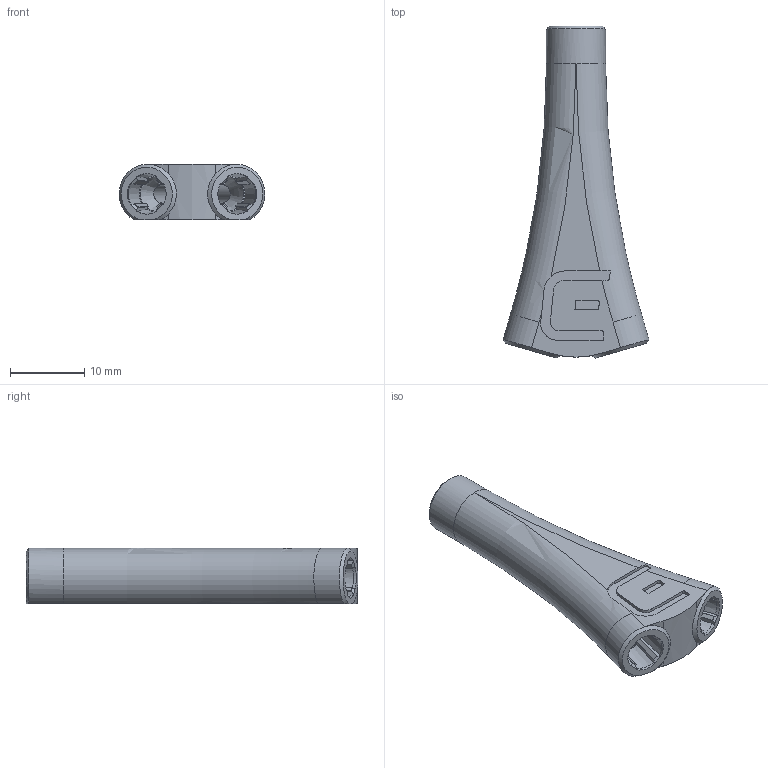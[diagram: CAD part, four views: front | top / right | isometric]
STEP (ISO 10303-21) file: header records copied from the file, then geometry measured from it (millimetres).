
FILE_DESCRIPTION(/* description */ (''),/* implementation_level */ '2;1');
FILE_NAME(/* name */ '3dator_y_piece.step.step',/* time_stamp */ '2016-07-19T12:57:42+02:00',/* author */ (''),/* organization */ (''),/* preprocessor_version */ 'ST-DEVELOPER v16.5',/* originating_system */ 'Autodesk Translation Framework v5.1.0.2740',/* authorisation */ '');
FILE_SCHEMA (('AUTOMOTIVE_DESIGN { 1 0 10303 214 3 1 1 }'));
Length unit declared in the file: centimetre
Products named in the file (1): Y_splitter v8
Bounding box: 19.67 x 44.85 x 7.5 mm (x, y, z)
Volume: 2770.3 mm3; surface area: 2317.8 mm2
Topology: 1 solids, 1 shells, 184 faces, 488 edges, 307 vertices
Faces by surface type: plane 126, cylinder 29, cone 15, bspline 10, torus 4
Full cylindrical faces by diameter (mm): 2.5 x1
Entity records: 6620 total; most frequent: CARTESIAN_POINT 1999, ORIENTED_EDGE 968, DIRECTION 962, EDGE_CURVE 484, AXIS2_PLACEMENT_3D 333, VERTEX_POINT 306, LINE 296, VECTOR 296
